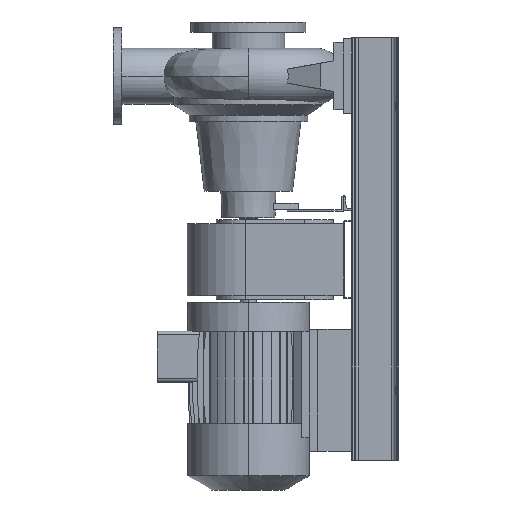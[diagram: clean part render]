
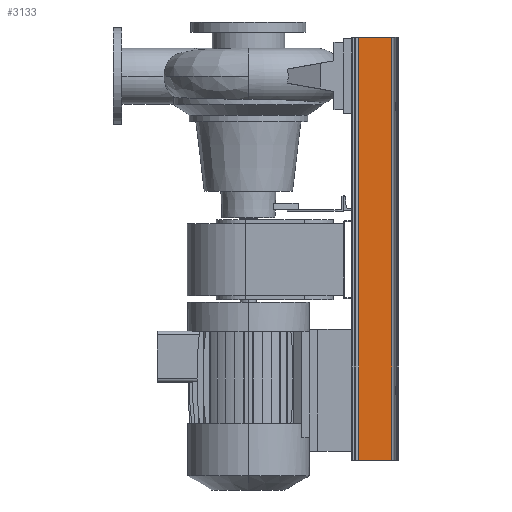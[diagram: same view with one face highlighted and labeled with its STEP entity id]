
A CAD part, left-side view. The second image highlights one B-rep face of the part: STEP entity #3133.
In plain terms, the highlighted face is planar.
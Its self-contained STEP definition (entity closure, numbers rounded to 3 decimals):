
#996 = DIRECTION ( 'NONE',  ( 0., 1., 0. ) ) ;
#1338 = LINE ( 'NONE', #21618, #14946 ) ;
#2959 = VECTOR ( 'NONE', #7623, 1000. ) ;
#2979 = FACE_OUTER_BOUND ( 'NONE', #14626, .T. ) ;
#3133 = ADVANCED_FACE ( 'NONE', ( #2979 ), #3215, .F. ) ;
#3215 = PLANE ( 'NONE',  #18545 ) ;
#4616 = VERTEX_POINT ( 'NONE', #18695 ) ;
#4638 = CARTESIAN_POINT ( 'NONE',  ( -625., 118.922, -187. ) ) ;
#5345 = ORIENTED_EDGE ( 'NONE', *, *, #13000, .T. ) ;
#6609 = EDGE_CURVE ( 'NONE', #22756, #18428, #18033, .T. ) ;
#7623 = DIRECTION ( 'NONE',  ( -1., 0., 0. ) ) ;
#8266 = LINE ( 'NONE', #4638, #21658 ) ;
#8457 = VERTEX_POINT ( 'NONE', #18036 ) ;
#8559 = CARTESIAN_POINT ( 'NONE',  ( 625., 118.922, -187. ) ) ;
#10381 = DIRECTION ( 'NONE',  ( 0., 0., 1. ) ) ;
#11152 = LINE ( 'NONE', #11524, #2959 ) ;
#11524 = CARTESIAN_POINT ( 'NONE',  ( 625., 118.922, -187. ) ) ;
#11898 = CARTESIAN_POINT ( 'NONE',  ( 625., 21.078, -187. ) ) ;
#12335 = CARTESIAN_POINT ( 'NONE',  ( 625., 118.922, -187. ) ) ;
#12697 = ORIENTED_EDGE ( 'NONE', *, *, #6609, .F. ) ;
#13000 = EDGE_CURVE ( 'NONE', #22756, #4616, #1338, .T. ) ;
#14626 = EDGE_LOOP ( 'NONE', ( #20831, #22260, #12697, #5345 ) ) ;
#14946 = VECTOR ( 'NONE', #23317, 1000. ) ;
#15178 = VECTOR ( 'NONE', #20092, 1000. ) ;
#15981 = DIRECTION ( 'NONE',  ( 1., 0., 0. ) ) ;
#16783 = CARTESIAN_POINT ( 'NONE',  ( 625., 118.922, -187. ) ) ;
#18033 = LINE ( 'NONE', #12335, #15178 ) ;
#18036 = CARTESIAN_POINT ( 'NONE',  ( -625., 118.922, -187. ) ) ;
#18428 = VERTEX_POINT ( 'NONE', #16783 ) ;
#18545 = AXIS2_PLACEMENT_3D ( 'NONE', #8559, #10381, #15981 ) ;
#18695 = CARTESIAN_POINT ( 'NONE',  ( -625., 21.078, -187. ) ) ;
#18913 = EDGE_CURVE ( 'NONE', #18428, #8457, #11152, .T. ) ;
#20092 = DIRECTION ( 'NONE',  ( 0., 1., 0. ) ) ;
#20831 = ORIENTED_EDGE ( 'NONE', *, *, #22352, .T. ) ;
#21618 = CARTESIAN_POINT ( 'NONE',  ( 625., 21.078, -187. ) ) ;
#21658 = VECTOR ( 'NONE', #996, 1000. ) ;
#22260 = ORIENTED_EDGE ( 'NONE', *, *, #18913, .F. ) ;
#22352 = EDGE_CURVE ( 'NONE', #4616, #8457, #8266, .T. ) ;
#22756 = VERTEX_POINT ( 'NONE', #11898 ) ;
#23317 = DIRECTION ( 'NONE',  ( -1., 0., 0. ) ) ;
